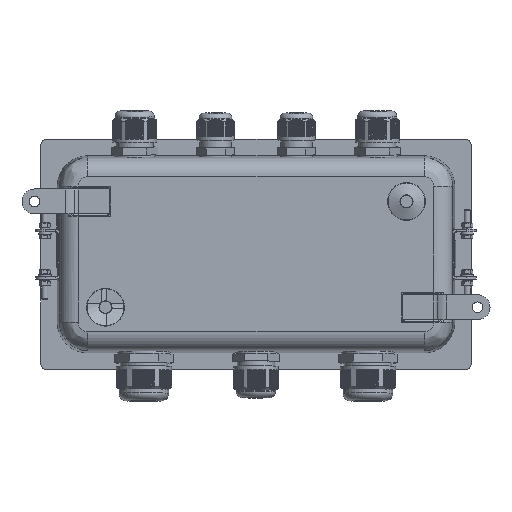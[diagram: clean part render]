
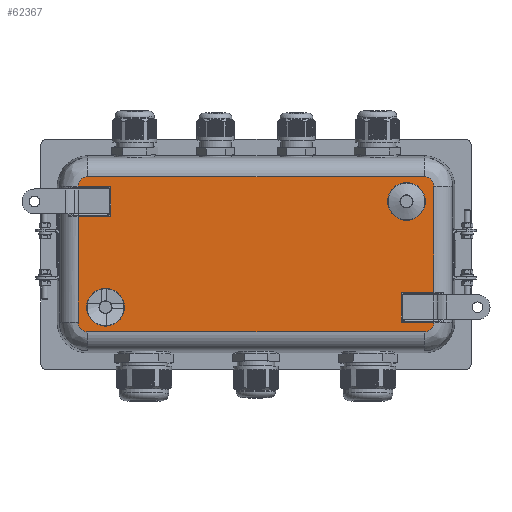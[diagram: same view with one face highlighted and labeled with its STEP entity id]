
A CAD part, front view. The second image highlights one B-rep face of the part: STEP entity #62367.
In plain terms, the highlighted planar face has unit normal (0, -1, 0).
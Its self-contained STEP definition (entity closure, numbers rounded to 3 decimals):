
#2767=LINE('',#85958,#7708);
#2768=LINE('',#85991,#7709);
#2773=LINE('',#86017,#7714);
#2777=LINE('',#86043,#7718);
#2782=LINE('',#86153,#7723);
#2784=LINE('',#86228,#7725);
#2786=LINE('',#86269,#7727);
#2791=LINE('',#86348,#7732);
#2792=LINE('',#86352,#7733);
#2795=LINE('',#86409,#7736);
#7708=VECTOR('',#70846,10.);
#7709=VECTOR('',#70863,10.);
#7714=VECTOR('',#70874,10.);
#7718=VECTOR('',#70890,10.);
#7723=VECTOR('',#70921,10.);
#7725=VECTOR('',#70941,10.);
#7727=VECTOR('',#70961,10.);
#7732=VECTOR('',#70998,10.);
#7733=VECTOR('',#71003,10.);
#7736=VECTOR('',#71048,10.);
#14318=FACE_BOUND('',#21216,.T.);
#14319=FACE_BOUND('',#21217,.T.);
#17888=FACE_OUTER_BOUND('',#21215,.T.);
#21215=EDGE_LOOP('',(#42434,#42435,#42436,#42437,#42438,#42439,#42440,#42441,
#42442,#42443,#42444,#42445,#42446,#42447));
#21216=EDGE_LOOP('',(#42448));
#21217=EDGE_LOOP('',(#42449));
#24612=CIRCLE('',#65799,7.896);
#24615=CIRCLE('',#65802,7.896);
#24619=CIRCLE('',#65807,7.896);
#24623=CIRCLE('',#65811,7.896);
#24663=CIRCLE('',#65885,15.194);
#24667=CIRCLE('',#65892,15.194);
#26308=VERTEX_POINT('',#85932);
#26311=VERTEX_POINT('',#85938);
#26312=VERTEX_POINT('',#85950);
#26313=VERTEX_POINT('',#85952);
#26314=VERTEX_POINT('',#85956);
#26316=VERTEX_POINT('',#85970);
#26317=VERTEX_POINT('',#85982);
#26320=VERTEX_POINT('',#85987);
#26326=VERTEX_POINT('',#86016);
#26332=VERTEX_POINT('',#86040);
#26342=VERTEX_POINT('',#86145);
#26344=VERTEX_POINT('',#86150);
#26349=VERTEX_POINT('',#86225);
#26363=VERTEX_POINT('',#86346);
#26370=VERTEX_POINT('',#86398);
#26373=VERTEX_POINT('',#86410);
#32600=EDGE_CURVE('',#26311,#26308,#24612,.T.);
#32603=EDGE_CURVE('',#26313,#26312,#24615,.T.);
#32605=EDGE_CURVE('',#26314,#26313,#2767,.T.);
#32608=EDGE_CURVE('',#26316,#26314,#24619,.T.);
#32612=EDGE_CURVE('',#26320,#26317,#24623,.T.);
#32613=EDGE_CURVE('',#26308,#26320,#2768,.T.);
#32621=EDGE_CURVE('',#26317,#26326,#2773,.T.);
#32631=EDGE_CURVE('',#26332,#26326,#2777,.T.);
#32650=EDGE_CURVE('',#26342,#26344,#2782,.T.);
#32660=EDGE_CURVE('',#26349,#26316,#2784,.T.);
#32669=EDGE_CURVE('',#26332,#26349,#2786,.T.);
#32685=EDGE_CURVE('',#26344,#26363,#2791,.T.);
#32687=EDGE_CURVE('',#26311,#26363,#2792,.T.);
#32699=EDGE_CURVE('',#26370,#26370,#24663,.T.);
#32703=EDGE_CURVE('',#26312,#26342,#2795,.T.);
#32704=EDGE_CURVE('',#26373,#26373,#24667,.T.);
#42434=ORIENTED_EDGE('',*,*,#32687,.T.);
#42435=ORIENTED_EDGE('',*,*,#32685,.F.);
#42436=ORIENTED_EDGE('',*,*,#32650,.F.);
#42437=ORIENTED_EDGE('',*,*,#32703,.F.);
#42438=ORIENTED_EDGE('',*,*,#32603,.F.);
#42439=ORIENTED_EDGE('',*,*,#32605,.F.);
#42440=ORIENTED_EDGE('',*,*,#32608,.F.);
#42441=ORIENTED_EDGE('',*,*,#32660,.F.);
#42442=ORIENTED_EDGE('',*,*,#32669,.F.);
#42443=ORIENTED_EDGE('',*,*,#32631,.T.);
#42444=ORIENTED_EDGE('',*,*,#32621,.F.);
#42445=ORIENTED_EDGE('',*,*,#32612,.F.);
#42446=ORIENTED_EDGE('',*,*,#32613,.F.);
#42447=ORIENTED_EDGE('',*,*,#32600,.F.);
#42448=ORIENTED_EDGE('',*,*,#32699,.F.);
#42449=ORIENTED_EDGE('',*,*,#32704,.F.);
#60515=PLANE('',#65891);
#62367=ADVANCED_FACE('',(#17888,#14318,#14319),#60515,.T.);
#65799=AXIS2_PLACEMENT_3D('',#85940,#70834,#70835);
#65802=AXIS2_PLACEMENT_3D('',#85954,#70840,#70841);
#65807=AXIS2_PLACEMENT_3D('',#85972,#70851,#70852);
#65811=AXIS2_PLACEMENT_3D('',#85989,#70859,#70860);
#65885=AXIS2_PLACEMENT_3D('',#86400,#71034,#71035);
#65891=AXIS2_PLACEMENT_3D('',#86408,#71046,#71047);
#65892=AXIS2_PLACEMENT_3D('',#86411,#71049,#71050);
#70834=DIRECTION('center_axis',(0.,1.,0.));
#70835=DIRECTION('ref_axis',(-0.707,0.,0.707));
#70840=DIRECTION('center_axis',(0.,1.,0.));
#70841=DIRECTION('ref_axis',(-0.707,0.,-0.707));
#70846=DIRECTION('',(-1.,0.,0.));
#70851=DIRECTION('center_axis',(0.,1.,0.));
#70852=DIRECTION('ref_axis',(0.707,0.,-0.707));
#70859=DIRECTION('center_axis',(0.,1.,0.));
#70860=DIRECTION('ref_axis',(0.707,0.,0.707));
#70863=DIRECTION('',(1.,0.,0.));
#70874=DIRECTION('',(0.,0.,-1.));
#70890=DIRECTION('',(1.,0.,0.));
#70921=DIRECTION('',(1.,0.,0.));
#70941=DIRECTION('',(1.,0.,0.));
#70961=DIRECTION('',(0.,0.,-1.));
#70998=DIRECTION('',(0.,0.,1.));
#71003=DIRECTION('',(1.,0.,0.));
#71034=DIRECTION('center_axis',(0.,-1.,0.));
#71035=DIRECTION('ref_axis',(-1.,0.,0.));
#71046=DIRECTION('center_axis',(0.,-1.,0.));
#71047=DIRECTION('ref_axis',(1.,0.,0.));
#71048=DIRECTION('',(0.,0.,1.));
#71049=DIRECTION('center_axis',(0.,-1.,0.));
#71050=DIRECTION('ref_axis',(-1.,0.,0.));
#85932=CARTESIAN_POINT('',(-135.,4.,62.396));
#85938=CARTESIAN_POINT('',(-142.896,4.,54.5));
#85940=CARTESIAN_POINT('Origin',(-135.,4.,54.5));
#85950=CARTESIAN_POINT('',(-142.896,4.,-54.5));
#85952=CARTESIAN_POINT('',(-135.,4.,-62.396));
#85954=CARTESIAN_POINT('Origin',(-135.,4.,-54.5));
#85956=CARTESIAN_POINT('',(135.,4.,-62.396));
#85958=CARTESIAN_POINT('',(67.5,4.,-62.396));
#85970=CARTESIAN_POINT('',(142.896,4.,-54.5));
#85972=CARTESIAN_POINT('Origin',(135.,4.,-54.5));
#85982=CARTESIAN_POINT('',(142.896,4.,54.5));
#85987=CARTESIAN_POINT('',(135.,4.,62.396));
#85989=CARTESIAN_POINT('Origin',(135.,4.,54.5));
#85991=CARTESIAN_POINT('',(-67.5,4.,62.396));
#86016=CARTESIAN_POINT('',(142.896,4.,-30.5));
#86017=CARTESIAN_POINT('',(142.896,4.,27.25));
#86040=CARTESIAN_POINT('',(116.896,4.,-30.5));
#86043=CARTESIAN_POINT('',(83.948,4.,-30.5));
#86145=CARTESIAN_POINT('',(-142.896,4.,30.5));
#86150=CARTESIAN_POINT('',(-116.896,4.,30.5));
#86153=CARTESIAN_POINT('',(-83.948,4.,30.5));
#86225=CARTESIAN_POINT('',(116.896,4.,-54.5));
#86228=CARTESIAN_POINT('',(58.948,4.,-54.5));
#86269=CARTESIAN_POINT('',(116.896,4.,-15.75));
#86346=CARTESIAN_POINT('',(-116.896,4.,54.5));
#86348=CARTESIAN_POINT('',(-116.896,4.,15.75));
#86352=CARTESIAN_POINT('',(-58.948,4.,54.5));
#86398=CARTESIAN_POINT('',(-105.701,4.,-42.5));
#86400=CARTESIAN_POINT('Origin',(-120.896,4.,-42.5));
#86408=CARTESIAN_POINT('Origin',(0.,4.,
0.));
#86409=CARTESIAN_POINT('',(-142.896,4.,-27.25));
#86410=CARTESIAN_POINT('',(136.09,4.,42.5));
#86411=CARTESIAN_POINT('Origin',(120.896,4.,42.5));
